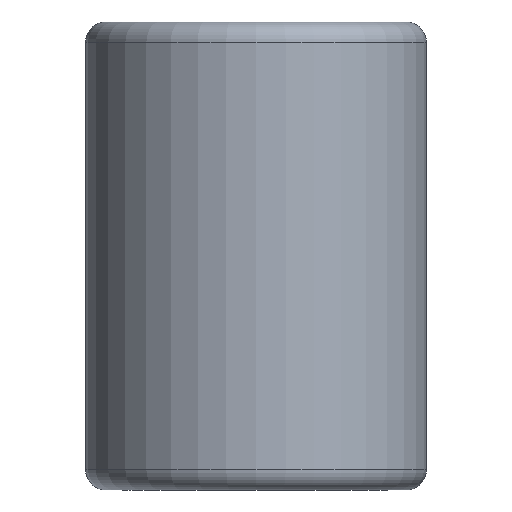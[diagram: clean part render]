
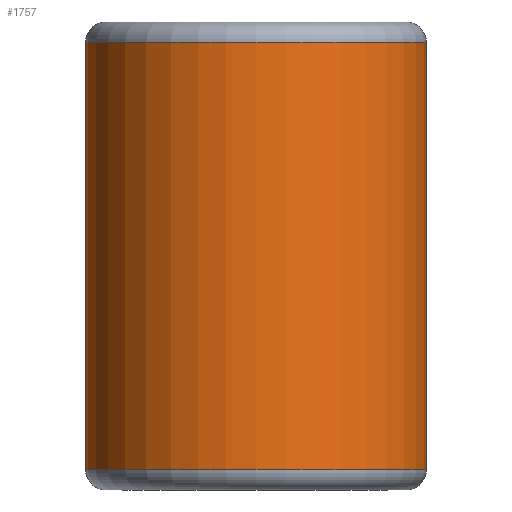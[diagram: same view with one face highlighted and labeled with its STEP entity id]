
A CAD part, front view. The second image highlights one B-rep face of the part: STEP entity #1757.
In plain terms, the highlighted cylindrical face has radius 6.337 mm (diameter 12.675 mm), a partial arc.
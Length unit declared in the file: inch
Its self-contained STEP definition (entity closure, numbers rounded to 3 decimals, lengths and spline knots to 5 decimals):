
#254 = VECTOR ( 'NONE', #823, 39.37008 ) ;
#261 = ORIENTED_EDGE ( 'NONE', *, *, #886, .T. ) ;
#302 = VERTEX_POINT ( 'NONE', #1979 ) ;
#450 = VERTEX_POINT ( 'NONE', #1619 ) ;
#484 = EDGE_CURVE ( 'NONE', #450, #1698, #588, .T. ) ;
#571 = CYLINDRICAL_SURFACE ( 'NONE', #1873, 0.2495 ) ;
#588 = CIRCLE ( 'NONE', #1242, 0.2495 ) ;
#616 = CARTESIAN_POINT ( 'NONE',  ( 0.437, -0.937, 0. ) ) ;
#637 = DIRECTION ( 'NONE',  ( 0., 0., 1. ) ) ;
#690 = EDGE_CURVE ( 'NONE', #739, #302, #2134, .T. ) ;
#739 = VERTEX_POINT ( 'NONE', #2597 ) ;
#800 = DIRECTION ( 'NONE',  ( 1., 0., 0. ) ) ;
#823 = DIRECTION ( 'NONE',  ( 0., 0., 1. ) ) ;
#868 = ORIENTED_EDGE ( 'NONE', *, *, #1347, .T. ) ;
#886 = EDGE_CURVE ( 'NONE', #302, #1698, #1324, .T. ) ;
#960 = DIRECTION ( 'NONE',  ( 0., 0., 1. ) ) ;
#1061 = CARTESIAN_POINT ( 'NONE',  ( -0.062, -0.937, 0.3125 ) ) ;
#1143 = CARTESIAN_POINT ( 'NONE',  ( 0.437, -0.937, 0.3125 ) ) ;
#1242 = AXIS2_PLACEMENT_3D ( 'NONE', #1853, #637, #2056 ) ;
#1324 = LINE ( 'NONE', #616, #254 ) ;
#1336 = ORIENTED_EDGE ( 'NONE', *, *, #484, .F. ) ;
#1347 = EDGE_CURVE ( 'NONE', #450, #739, #2486, .T. ) ;
#1598 = DIRECTION ( 'NONE',  ( 0., 0., 1. ) ) ;
#1619 = CARTESIAN_POINT ( 'NONE',  ( -0.062, -0.937, 0.3125 ) ) ;
#1689 = EDGE_LOOP ( 'NONE', ( #2357, #261, #1336, #868 ) ) ;
#1698 = VERTEX_POINT ( 'NONE', #1143 ) ;
#1757 = ADVANCED_FACE ( 'NONE', ( #1907 ), #571, .T. ) ;
#1853 = CARTESIAN_POINT ( 'NONE',  ( 0.1875, -0.937, 0.3125 ) ) ;
#1873 = AXIS2_PLACEMENT_3D ( 'NONE', #2009, #1598, #800 ) ;
#1907 = FACE_OUTER_BOUND ( 'NONE', #1689, .T. ) ;
#1958 = VECTOR ( 'NONE', #2469, 39.37008 ) ;
#1979 = CARTESIAN_POINT ( 'NONE',  ( 0.437, -0.937, -0.3125 ) ) ;
#2009 = CARTESIAN_POINT ( 'NONE',  ( 0.1875, -0.937, 0. ) ) ;
#2056 = DIRECTION ( 'NONE',  ( 1., 0., 0. ) ) ;
#2134 = CIRCLE ( 'NONE', #2420, 0.2495 ) ;
#2166 = CARTESIAN_POINT ( 'NONE',  ( 0.1875, -0.937, -0.3125 ) ) ;
#2357 = ORIENTED_EDGE ( 'NONE', *, *, #690, .T. ) ;
#2365 = DIRECTION ( 'NONE',  ( 1., 0., 0. ) ) ;
#2420 = AXIS2_PLACEMENT_3D ( 'NONE', #2166, #960, #2365 ) ;
#2469 = DIRECTION ( 'NONE',  ( 0., 0., -1. ) ) ;
#2486 = LINE ( 'NONE', #1061, #1958 ) ;
#2597 = CARTESIAN_POINT ( 'NONE',  ( -0.062, -0.937, -0.3125 ) ) ;
